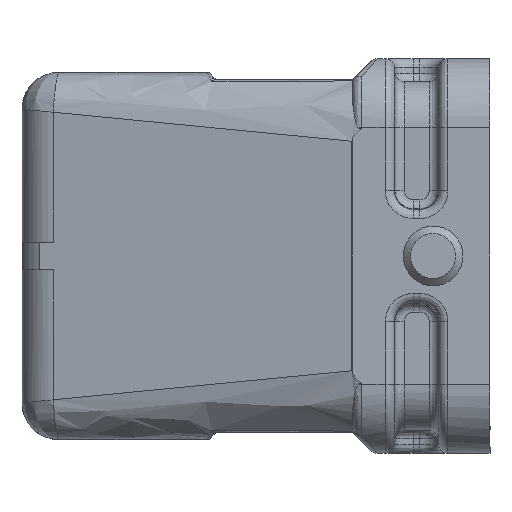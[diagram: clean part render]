
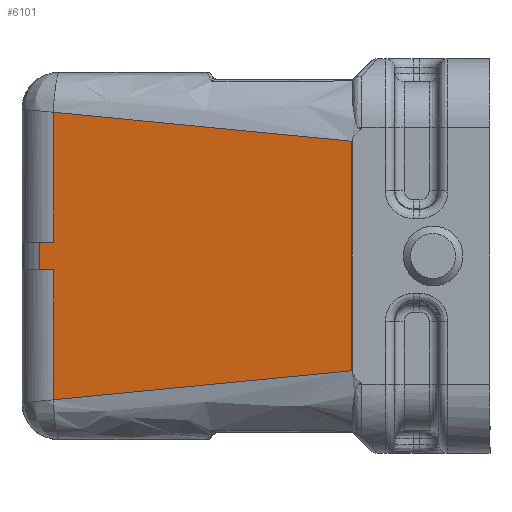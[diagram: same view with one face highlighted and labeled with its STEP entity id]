
A CAD part, left-side view. The second image highlights one B-rep face of the part: STEP entity #6101.
In plain terms, the highlighted planar face has unit normal (-0.99, 0.139, 0).
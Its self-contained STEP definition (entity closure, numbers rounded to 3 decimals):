
#4525=LINE('',#15116,#5114);
#4529=LINE('',#15137,#5118);
#4543=LINE('',#15202,#5132);
#4967=LINE('',#20160,#5622);
#4968=LINE('',#20172,#5623);
#4969=LINE('',#20179,#5624);
#4970=LINE('',#20180,#5625);
#4971=LINE('',#20181,#5626);
#5114=VECTOR('',#13025,1.);
#5118=VECTOR('',#13043,1.);
#5132=VECTOR('',#13087,1.);
#5622=VECTOR('',#14451,1.);
#5623=VECTOR('',#14452,1.);
#5624=VECTOR('',#14455,1.);
#5625=VECTOR('',#14456,1.);
#5626=VECTOR('',#14457,1.);
#6101=ADVANCED_FACE('',(#6764),#6384,.T.);
#6384=PLANE('',#12750);
#6764=FACE_OUTER_BOUND('',#7291,.T.);
#7291=EDGE_LOOP('',(#9267,#9268,#9269,#9270,#9271,#9272,#9273,#9274));
#9267=ORIENTED_EDGE('',*,*,#11707,.T.);
#9268=ORIENTED_EDGE('',*,*,#10801,.F.);
#9269=ORIENTED_EDGE('',*,*,#11708,.F.);
#9270=ORIENTED_EDGE('',*,*,#10810,.T.);
#9271=ORIENTED_EDGE('',*,*,#10836,.T.);
#9272=ORIENTED_EDGE('',*,*,#11709,.T.);
#9273=ORIENTED_EDGE('',*,*,#11705,.T.);
#9274=ORIENTED_EDGE('',*,*,#11703,.T.);
#10015=VERTEX_POINT('',#15117);
#10016=VERTEX_POINT('',#15118);
#10023=VERTEX_POINT('',#15135);
#10025=VERTEX_POINT('',#15138);
#10049=VERTEX_POINT('',#15203);
#10351=VERTEX_POINT('',#16545);
#10585=VERTEX_POINT('',#20161);
#10586=VERTEX_POINT('',#20173);
#10801=EDGE_CURVE('',#10015,#10016,#4525,.T.);
#10810=EDGE_CURVE('',#10025,#10023,#4529,.T.);
#10836=EDGE_CURVE('',#10023,#10049,#4543,.T.);
#11703=EDGE_CURVE('',#10585,#10351,#4967,.T.);
#11705=EDGE_CURVE('',#10586,#10585,#4968,.T.);
#11707=EDGE_CURVE('',#10351,#10016,#4969,.T.);
#11708=EDGE_CURVE('',#10025,#10015,#4970,.T.);
#11709=EDGE_CURVE('',#10049,#10586,#4971,.T.);
#12750=AXIS2_PLACEMENT_3D('',#20182,#14458,#14459);
#13025=DIRECTION('',(-0.139,-0.99,0.));
#13043=DIRECTION('',(-0.139,-0.99,0.));
#13087=DIRECTION('',(0.,0.,-1.));
#14451=DIRECTION('',(0.139,0.986,0.096));
#14452=DIRECTION('',(0.,0.,1.));
#14455=DIRECTION('',(0.,0.,-1.));
#14456=DIRECTION('',(0.,0.,1.));
#14457=DIRECTION('',(-0.139,-0.986,0.096));
#14458=DIRECTION('',(-0.99,0.139,0.));
#14459=DIRECTION('',(-0.139,-0.99,0.));
#15116=CARTESIAN_POINT('',(-24.572,54.575,1.441));
#15117=CARTESIAN_POINT('',(-25.184,50.221,1.441));
#15118=CARTESIAN_POINT('',(-25.404,48.658,1.441));
#15135=CARTESIAN_POINT('',(-25.404,48.658,-1.559));
#15137=CARTESIAN_POINT('',(-24.572,54.575,-1.559));
#15138=CARTESIAN_POINT('',(-25.184,50.221,-1.559));
#15202=CARTESIAN_POINT('',(-25.404,48.658,15.606));
#15203=CARTESIAN_POINT('',(-25.404,48.658,-15.724));
#16545=CARTESIAN_POINT('',(-25.404,48.658,15.606));
#20160=CARTESIAN_POINT('',(-29.969,16.171,12.448));
#20161=CARTESIAN_POINT('',(-29.969,16.171,12.448));
#20172=CARTESIAN_POINT('',(-29.969,16.171,-12.566));
#20173=CARTESIAN_POINT('',(-29.969,16.171,-12.566));
#20179=CARTESIAN_POINT('',(-25.404,48.658,15.606));
#20180=CARTESIAN_POINT('',(-25.184,50.221,1.441));
#20181=CARTESIAN_POINT('',(-25.404,48.658,-15.724));
#20182=CARTESIAN_POINT('',(-25.264,49.649,-16.724));
